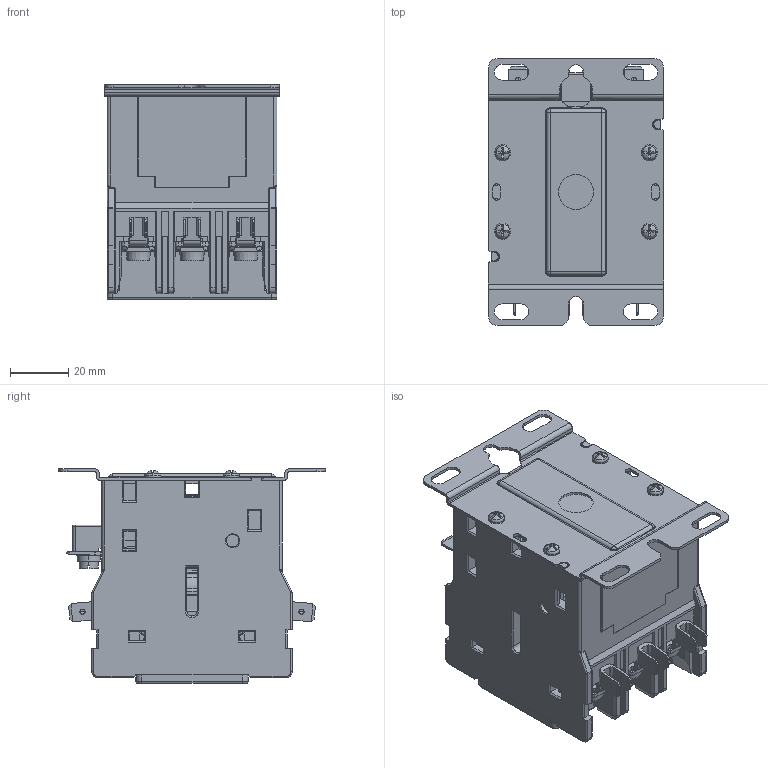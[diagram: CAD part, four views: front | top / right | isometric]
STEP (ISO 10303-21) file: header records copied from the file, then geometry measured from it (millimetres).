
FILE_DESCRIPTION((''),'2;1');
FILE_NAME('EX9CKT20-40S-3P','2017-02-13T',('2214'),(''),'PRO/ENGINEER BY PARAMETRIC TECHNOLOGY CORPORATION, 2011080','PRO/ENGINEER BY PARAMETRIC TECHNOLOGY CORPORATION, 2011080','');
FILE_SCHEMA(('CONFIG_CONTROL_DESIGN','SHAPE_APPEARANCE_LAYERS_GROUPS'));
Products named in the file (1): EX9CKT20-40S-3P
Bounding box: 60.3 x 92 x 73.9 mm (x, y, z)
Volume: 50493.2 mm3; surface area: 111543.3 mm2
Topology: 14 solids, 58 shells, 5281 faces, 14270 edges, 9084 vertices
Faces by surface type: plane 3358, cylinder 1346, torus 182, sphere 178, cone 160, bspline 57
Entity records: 174207 total; most frequent: CARTESIAN_POINT 41144, ORIENTED_EDGE 28277, DIRECTION 26896, EDGE_CURVE 14214, VECTOR 10198, LINE 10198, VERTEX_POINT 9084, AXIS2_PLACEMENT_3D 8349
